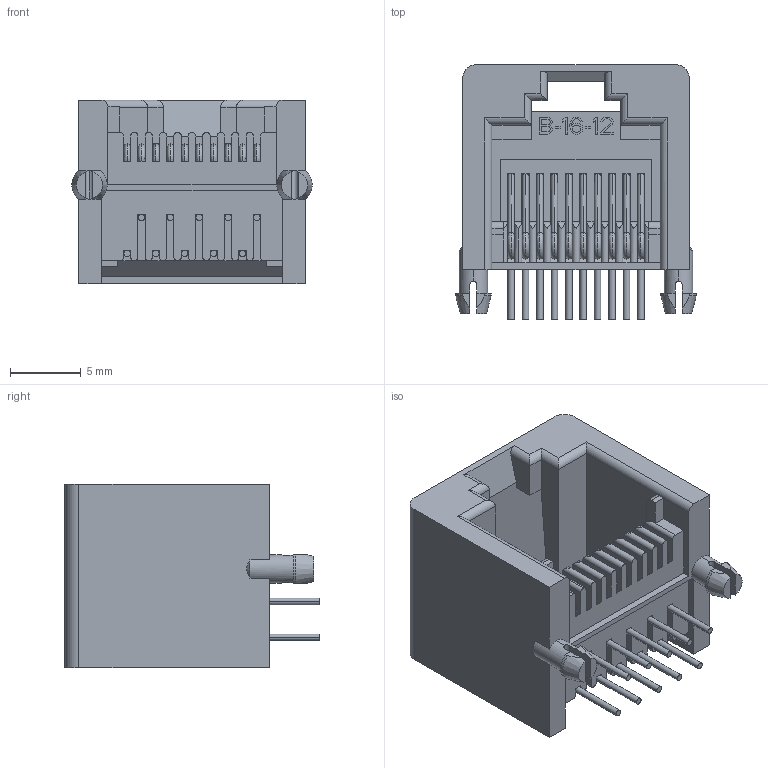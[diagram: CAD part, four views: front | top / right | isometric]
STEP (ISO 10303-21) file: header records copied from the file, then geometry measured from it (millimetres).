
FILE_DESCRIPTION(('STEP AP242'),'1');
FILE_NAME('mj3420-11-0-2.stp','2024-03-15T08:29:39',('TraceParts'),('TraceParts S.A.'),'Spatial InterOp 3D',' ',' ');
FILE_SCHEMA(('AP242_MANAGED_MODEL_BASED_3D_ENGINEERING_MIM_LF {1 0 10303 442 1 1 4}'));
Length unit declared in the file: millimetre
Products named in the file (1): mj3420-11-0-2
Bounding box: 16.99 x 18 x 13 mm (x, y, z)
Volume: 1433.9 mm3; surface area: 2811 mm2
Topology: 1 solids, 1 shells, 651 faces, 1874 edges, 1214 vertices
Faces by surface type: plane 388, cylinder 177, bspline 80, cone 6
Entity records: 24177 total; most frequent: CARTESIAN_POINT 6362, ORIENTED_EDGE 3748, DIRECTION 3392, EDGE_CURVE 1874, LINE 1304, VECTOR 1304, VERTEX_POINT 1214, AXIS2_PLACEMENT_3D 1044
